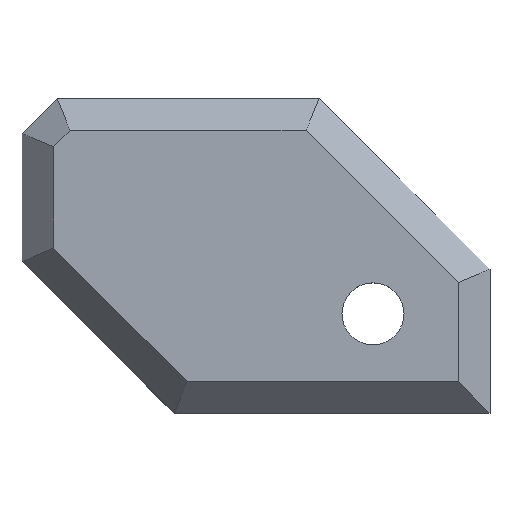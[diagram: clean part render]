
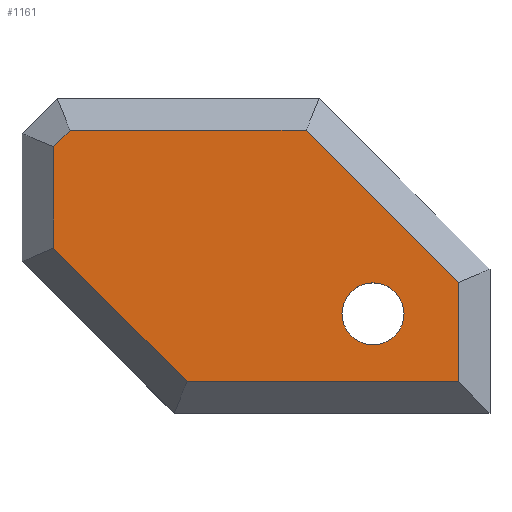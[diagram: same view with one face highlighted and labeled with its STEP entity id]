
A CAD part, top view. The second image highlights one B-rep face of the part: STEP entity #1161.
In plain terms, the highlighted planar face has unit normal (0, 0, 1).
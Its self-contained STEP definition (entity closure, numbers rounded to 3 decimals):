
#18=FACE_BOUND('',#188,.T.);
#44=PLANE('',#1262);
#114=FACE_OUTER_BOUND('',#187,.T.);
#187=EDGE_LOOP('',(#896,#897,#898,#899,#900,#901,#902));
#188=EDGE_LOOP('',(#903));
#265=LINE('',#1708,#411);
#269=LINE('',#1715,#415);
#270=LINE('',#1719,#416);
#275=LINE('',#1726,#421);
#276=LINE('',#1729,#422);
#278=LINE('',#1733,#424);
#281=LINE('',#1738,#427);
#411=VECTOR('',#1382,10.);
#415=VECTOR('',#1388,10.);
#416=VECTOR('',#1391,10.);
#421=VECTOR('',#1398,10.);
#422=VECTOR('',#1401,10.);
#424=VECTOR('',#1405,10.);
#427=VECTOR('',#1410,10.);
#543=CIRCLE('',#1263,2.65);
#570=VERTEX_POINT('',#1705);
#571=VERTEX_POINT('',#1707);
#573=VERTEX_POINT('',#1713);
#574=VERTEX_POINT('',#1717);
#575=VERTEX_POINT('',#1718);
#577=VERTEX_POINT('',#1728);
#578=VERTEX_POINT('',#1732);
#589=VERTEX_POINT('',#1765);
#679=EDGE_CURVE('',#570,#571,#265,.T.);
#683=EDGE_CURVE('',#573,#570,#269,.T.);
#684=EDGE_CURVE('',#574,#575,#270,.T.);
#689=EDGE_CURVE('',#575,#573,#275,.T.);
#690=EDGE_CURVE('',#577,#574,#276,.T.);
#692=EDGE_CURVE('',#578,#577,#278,.T.);
#695=EDGE_CURVE('',#571,#578,#281,.T.);
#709=EDGE_CURVE('',#589,#589,#543,.T.);
#896=ORIENTED_EDGE('',*,*,#684,.F.);
#897=ORIENTED_EDGE('',*,*,#690,.F.);
#898=ORIENTED_EDGE('',*,*,#692,.F.);
#899=ORIENTED_EDGE('',*,*,#695,.F.);
#900=ORIENTED_EDGE('',*,*,#679,.F.);
#901=ORIENTED_EDGE('',*,*,#683,.F.);
#902=ORIENTED_EDGE('',*,*,#689,.F.);
#903=ORIENTED_EDGE('',*,*,#709,.T.);
#1161=ADVANCED_FACE('',(#114,#18),#44,.T.);
#1262=AXIS2_PLACEMENT_3D('',#1764,#1430,#1431);
#1263=AXIS2_PLACEMENT_3D('',#1766,#1432,#1433);
#1382=DIRECTION('',(0.707,-0.707,0.));
#1388=DIRECTION('',(1.,0.,0.));
#1391=DIRECTION('',(0.,1.,0.));
#1398=DIRECTION('',(0.707,0.707,0.));
#1401=DIRECTION('',(-0.707,0.707,0.));
#1405=DIRECTION('',(-1.,0.,0.));
#1410=DIRECTION('',(0.,-1.,0.));
#1430=DIRECTION('center_axis',(0.,0.,1.));
#1431=DIRECTION('ref_axis',(1.,0.,0.));
#1432=DIRECTION('center_axis',(0.,0.,-1.));
#1433=DIRECTION('ref_axis',(1.,0.,0.));
#1705=CARTESIAN_POINT('',(18.282,4.2,0.));
#1707=CARTESIAN_POINT('',(31.3,-8.818,0.));
#1708=CARTESIAN_POINT('',(19.503,2.978,0.));
#1713=CARTESIAN_POINT('',(-1.882,4.2,0.));
#1715=CARTESIAN_POINT('',(4.,4.2,0.));
#1717=CARTESIAN_POINT('',(-3.3,-5.882,0.));
#1718=CARTESIAN_POINT('',(-3.3,2.782,0.));
#1719=CARTESIAN_POINT('',(-3.3,-6.775,0.));
#1726=CARTESIAN_POINT('',(-0.953,5.128,0.));
#1728=CARTESIAN_POINT('',(8.118,-17.3,0.));
#1729=CARTESIAN_POINT('',(7.297,-16.478,0.));
#1732=CARTESIAN_POINT('',(31.3,-17.3,0.));
#1733=CARTESIAN_POINT('',(24.,-17.3,0.));
#1738=CARTESIAN_POINT('',(31.3,-7.125,0.));
#1764=CARTESIAN_POINT('Origin',(14.,-6.55,0.));
#1765=CARTESIAN_POINT('',(21.35,-11.5,0.));
#1766=CARTESIAN_POINT('Origin',(24.,-11.5,0.));
